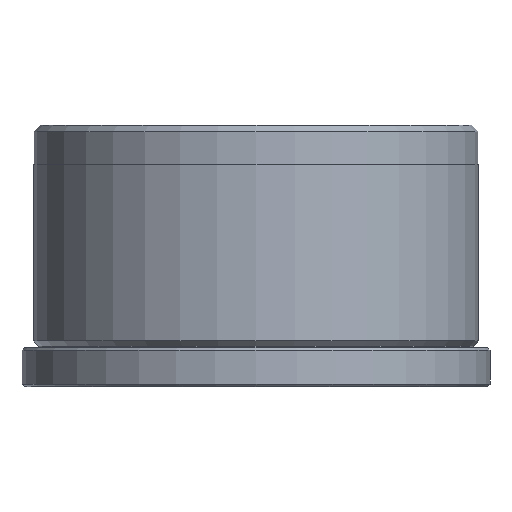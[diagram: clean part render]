
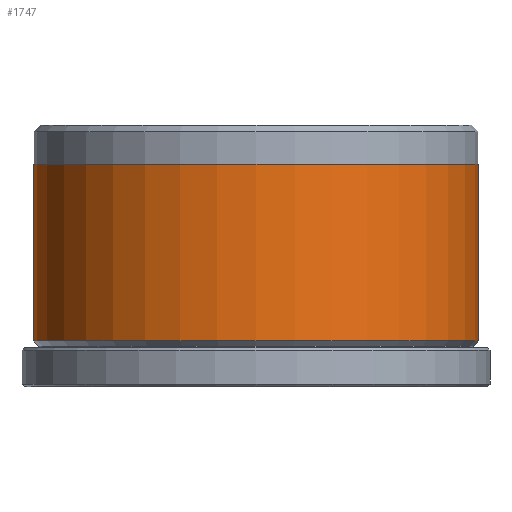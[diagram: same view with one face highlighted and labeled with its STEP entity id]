
A CAD part, front view. The second image highlights one B-rep face of the part: STEP entity #1747.
In plain terms, the highlighted cylindrical face has radius 17 mm (diameter 34 mm), a partial arc.
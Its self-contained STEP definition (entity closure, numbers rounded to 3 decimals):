
#101 = DIRECTION ( 'NONE',  ( 0., 0., -1. ) ) ;
#114 = VERTEX_POINT ( 'NONE', #1832 ) ;
#119 = CARTESIAN_POINT ( 'NONE',  ( 17., 0., 20. ) ) ;
#186 = AXIS2_PLACEMENT_3D ( 'NONE', #1770, #2091, #1601 ) ;
#205 = DIRECTION ( 'NONE',  ( 0., 0., -1. ) ) ;
#227 = ORIENTED_EDGE ( 'NONE', *, *, #1564, .F. ) ;
#229 = AXIS2_PLACEMENT_3D ( 'NONE', #1877, #834, #2033 ) ;
#277 = CARTESIAN_POINT ( 'NONE',  ( 17., 0., 17. ) ) ;
#318 = ORIENTED_EDGE ( 'NONE', *, *, #1776, .T. ) ;
#395 = EDGE_CURVE ( 'NONE', #658, #2093, #1344, .T. ) ;
#413 = AXIS2_PLACEMENT_3D ( 'NONE', #1809, #1798, #1782 ) ;
#468 = VECTOR ( 'NONE', #101, 1000. ) ;
#528 = EDGE_LOOP ( 'NONE', ( #860, #813, #318, #227 ) ) ;
#658 = VERTEX_POINT ( 'NONE', #277 ) ;
#796 = EDGE_CURVE ( 'NONE', #114, #658, #1721, .T. ) ;
#813 = ORIENTED_EDGE ( 'NONE', *, *, #796, .F. ) ;
#834 = DIRECTION ( 'NONE',  ( 0., 0., -1. ) ) ;
#860 = ORIENTED_EDGE ( 'NONE', *, *, #395, .F. ) ;
#1005 = VERTEX_POINT ( 'NONE', #1769 ) ;
#1299 = CYLINDRICAL_SURFACE ( 'NONE', #186, 17. ) ;
#1317 = CIRCLE ( 'NONE', #229, 17. ) ;
#1344 = LINE ( 'NONE', #119, #468 ) ;
#1375 = CARTESIAN_POINT ( 'NONE',  ( 17., 0., 3.5 ) ) ;
#1446 = CARTESIAN_POINT ( 'NONE',  ( -17., 0., 20. ) ) ;
#1564 = EDGE_CURVE ( 'NONE', #2093, #1005, #1317, .T. ) ;
#1601 = DIRECTION ( 'NONE',  ( -1., 0., 0. ) ) ;
#1708 = FACE_OUTER_BOUND ( 'NONE', #528, .T. ) ;
#1721 = CIRCLE ( 'NONE', #413, 17. ) ;
#1747 = ADVANCED_FACE ( 'NONE', ( #1708 ), #1299, .T. ) ;
#1769 = CARTESIAN_POINT ( 'NONE',  ( -17., 0., 3.5 ) ) ;
#1770 = CARTESIAN_POINT ( 'NONE',  ( 0., 0., 20. ) ) ;
#1776 = EDGE_CURVE ( 'NONE', #114, #1005, #2087, .T. ) ;
#1782 = DIRECTION ( 'NONE',  ( 1., 0., 0. ) ) ;
#1798 = DIRECTION ( 'NONE',  ( 0., 0., 1. ) ) ;
#1809 = CARTESIAN_POINT ( 'NONE',  ( 0., 0., 17. ) ) ;
#1832 = CARTESIAN_POINT ( 'NONE',  ( -17., 0., 17. ) ) ;
#1877 = CARTESIAN_POINT ( 'NONE',  ( 0., 0., 3.5 ) ) ;
#2033 = DIRECTION ( 'NONE',  ( -1., 0., 0. ) ) ;
#2087 = LINE ( 'NONE', #1446, #2136 ) ;
#2091 = DIRECTION ( 'NONE',  ( 0., 0., -1. ) ) ;
#2093 = VERTEX_POINT ( 'NONE', #1375 ) ;
#2136 = VECTOR ( 'NONE', #205, 1000. ) ;
